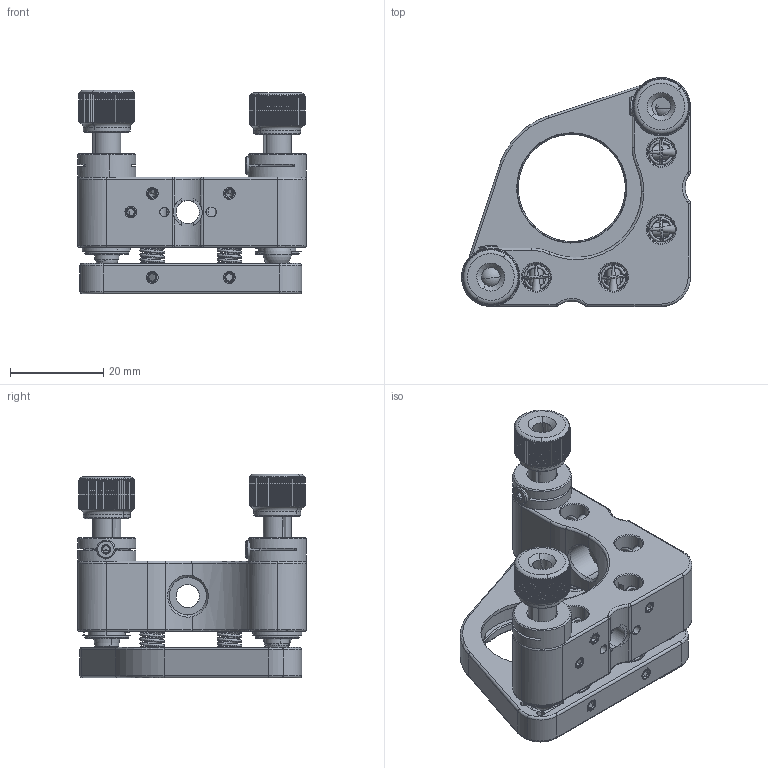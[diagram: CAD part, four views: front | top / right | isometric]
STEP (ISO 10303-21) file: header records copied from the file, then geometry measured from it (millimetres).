
FILE_DESCRIPTION (( 'STEP AP203' ), '1' );
FILE_NAME ('EMHS25.4-2B.STEP', '2025-06-17T02:07:19', ( '' ), ( '' ), 'SwSTEP 2.0', 'SolidWorks 2020', '' );
FILE_SCHEMA (( 'CONFIG_CONTROL_DESIGN' ));
Products named in the file (1): EMHS25.4-2B
Bounding box: 49 x 49 x 43.6 mm (x, y, z)
Surface area: 17269.3 mm2 (no closed solid volume)
Topology: 0 solids, 32 shells, 998 faces, 2995 edges, 2025 vertices
Faces by surface type: plane 458, cylinder 298, cone 113, torus 91, bspline 26, sphere 12
Entity records: 56172 total; most frequent: CARTESIAN_POINT 34899, ORIENTED_EDGE 5693, EDGE_CURVE 2947, B_SPLINE_CURVE_WITH_KNOTS 2696, DIRECTION 2193, VERTEX_POINT 2023, EDGE_LOOP 1099, FACE_OUTER_BOUND 997
